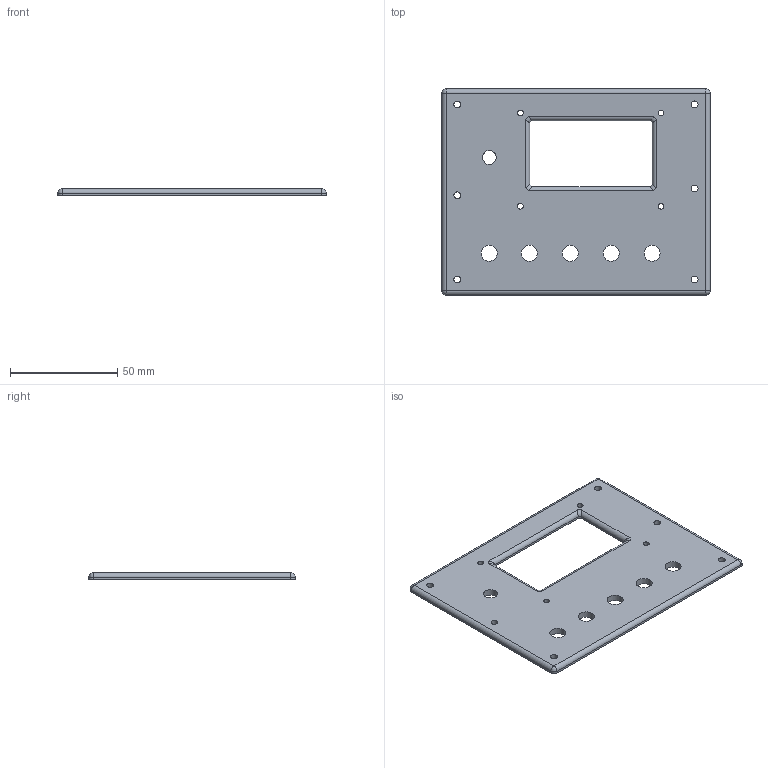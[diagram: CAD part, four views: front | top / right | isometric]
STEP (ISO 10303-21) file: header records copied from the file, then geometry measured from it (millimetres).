
FILE_DESCRIPTION(('FreeCAD Model'),'2;1');
FILE_NAME('Open CASCADE Shape Model','2024-08-12T14:04:57',(''),(''), 'Open CASCADE STEP processor 7.6','FreeCAD','Unknown');
FILE_SCHEMA(('AUTOMOTIVE_DESIGN { 1 0 10303 214 1 1 1 1 }'));
Length unit declared in the file: millimetre
Products named in the file (2): Top Enclosure Plate; Top Plate
Assembly tree (1 placements, depth 2):
  Top Enclosure Plate
    Top Plate
Bounding box: 125 x 96 x 3 mm (x, y, z)
Volume: 29242.8 mm3; surface area: 21853.7 mm2
Topology: 1 solids, 1 shells, 50 faces, 128 edges, 76 vertices
Faces by surface type: cylinder 28, plane 14, bspline 4, sphere 4
Full cylindrical faces by diameter (mm): 2.7 x4, 3.2 x6, 6.5 x1, 7.5 x5
Entity records: 1684 total; most frequent: CARTESIAN_POINT 388, DIRECTION 256, ORIENTED_EDGE 248, EDGE_CURVE 124, AXIS2_PLACEMENT_3D 96, FACE_BOUND 84, EDGE_LOOP 84, VERTEX_POINT 76
